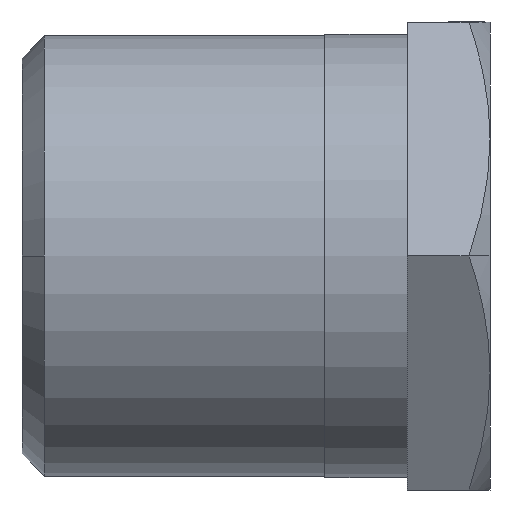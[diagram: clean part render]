
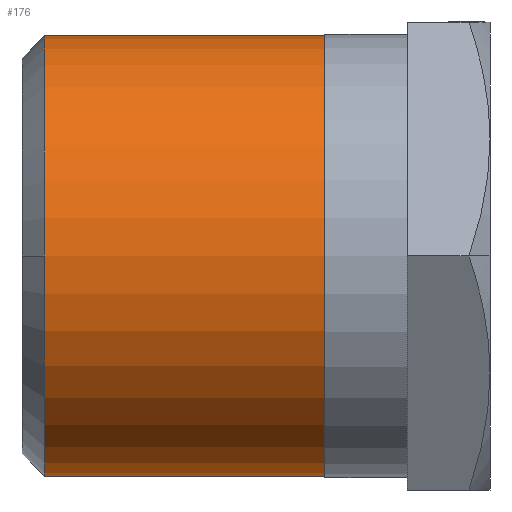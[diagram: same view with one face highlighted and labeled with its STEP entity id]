
A CAD part, front view. The second image highlights one B-rep face of the part: STEP entity #176.
In plain terms, the highlighted cylindrical face has radius 8 mm (diameter 16 mm), a partial arc.
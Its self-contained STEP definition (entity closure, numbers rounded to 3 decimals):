
#176=ADVANCED_FACE('',(#459),#460,.T.);
#198=VERTEX_POINT('',#483);
#210=EDGE_CURVE('',#198,#280,#496,.T.);
#224=EDGE_CURVE('',#280,#346,#512,.T.);
#226=EDGE_CURVE('',#346,#234,#514,.T.);
#234=VERTEX_POINT('',#522);
#262=EDGE_CURVE('',#234,#342,#557,.T.);
#280=VERTEX_POINT('',#578);
#336=EDGE_CURVE('',#198,#342,#639,.T.);
#342=VERTEX_POINT('',#645);
#346=VERTEX_POINT('',#649);
#459=FACE_OUTER_BOUND('',#773,.T.);
#460=CYLINDRICAL_SURFACE('',#774,8.0);
#483=CARTESIAN_POINT('',(11.0,0.,8.0));
#496=LINE('',#846,#847);
#512=CIRCLE('',#868,8.0);
#514=CIRCLE('',#871,8.0);
#522=CARTESIAN_POINT('',(0.812,0.,-8.0));
#557=LINE('',#957,#958);
#578=CARTESIAN_POINT('',(0.812,0.,8.0));
#639=CIRCLE('',#1109,8.0);
#645=CARTESIAN_POINT('',(11.0,0.0,-8.0));
#649=CARTESIAN_POINT('',(0.812,-8.0,0.));
#773=EDGE_LOOP('',(#1283,#1284,#1285,#1286,#1287));
#774=AXIS2_PLACEMENT_3D('',#1288,#1289,#1290);
#846=CARTESIAN_POINT('',(5.5,0.,8.0));
#847=VECTOR('',#1322,1.0);
#868=AXIS2_PLACEMENT_3D('',#1346,#1347,#1348);
#871=AXIS2_PLACEMENT_3D('',#1349,#1350,#1351);
#957=CARTESIAN_POINT('',(5.5,0.,-8.0));
#958=VECTOR('',#1408,1.0);
#1109=AXIS2_PLACEMENT_3D('',#1496,#1497,#1498);
#1283=ORIENTED_EDGE('',*,*,#262,.T.);
#1284=ORIENTED_EDGE('',*,*,#336,.F.);
#1285=ORIENTED_EDGE('',*,*,#210,.T.);
#1286=ORIENTED_EDGE('',*,*,#224,.T.);
#1287=ORIENTED_EDGE('',*,*,#226,.T.);
#1288=CARTESIAN_POINT('',(5.5,0.0,0.0));
#1289=DIRECTION('',(-1.0,-0.0,-0.0));
#1290=DIRECTION('',(0.0,0.0,-1.0));
#1322=DIRECTION('',(-1.0,-0.0,-0.0));
#1346=CARTESIAN_POINT('',(0.812,0.0,0.0));
#1347=DIRECTION('',(1.0,0.0,0.));
#1348=DIRECTION('',(0.,0.0,-1.0));
#1349=CARTESIAN_POINT('',(0.812,0.0,0.0));
#1350=DIRECTION('',(1.0,0.0,0.));
#1351=DIRECTION('',(0.,0.0,-1.0));
#1408=DIRECTION('',(1.0,0.0,0.0));
#1496=CARTESIAN_POINT('',(11.0,0.0,0.0));
#1497=DIRECTION('',(1.0,0.0,0.0));
#1498=DIRECTION('',(0.0,0.0,-1.0));
